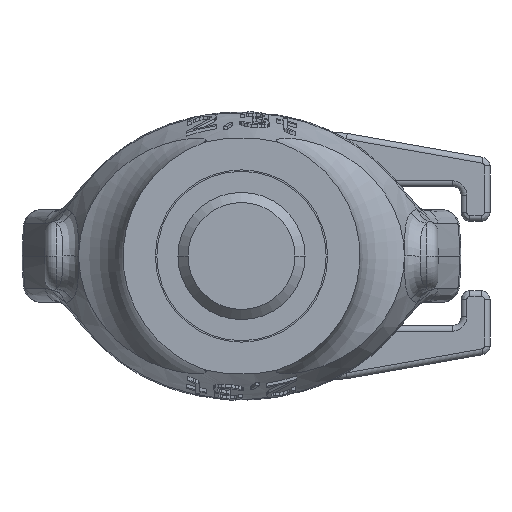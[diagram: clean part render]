
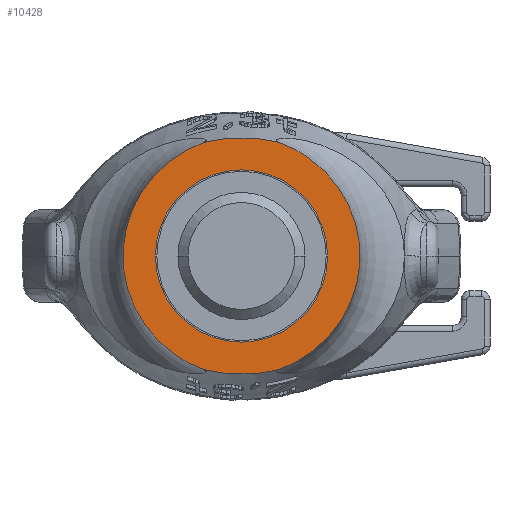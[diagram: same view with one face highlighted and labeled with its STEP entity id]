
A CAD part, front view. The second image highlights one B-rep face of the part: STEP entity #10428.
In plain terms, the highlighted planar face has unit normal (0, -1, 0).
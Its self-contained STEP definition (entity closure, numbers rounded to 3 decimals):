
#169=CARTESIAN_POINT('',(-6.428,0.,-19.692));
#171=CARTESIAN_POINT('',(6.428,0.,-19.692));
#1043=CARTESIAN_POINT('',(-6.428,0.,19.692));
#1044=CARTESIAN_POINT('',(-7.358,0.,19.358));
#1045=CARTESIAN_POINT('',(-9.15,0.,18.574));
#1046=CARTESIAN_POINT('',(-11.653,0.,17.049));
#1047=CARTESIAN_POINT('',(-13.906,0.,15.216));
#1048=CARTESIAN_POINT('',(-15.876,0.,13.109));
#1049=CARTESIAN_POINT('',(-17.531,0.,10.77));
#1050=CARTESIAN_POINT('',(-18.844,0.,8.243));
#1051=CARTESIAN_POINT('',(-19.795,0.,5.575));
#1052=CARTESIAN_POINT('',(-20.371,0.,2.811));
#1053=CARTESIAN_POINT('',(-20.564,0.,0.));
#1054=CARTESIAN_POINT('',(-20.371,0.,-2.811));
#1055=CARTESIAN_POINT('',(-19.795,0.,-5.575));
#1056=CARTESIAN_POINT('',(-18.844,0.,-8.243));
#1057=CARTESIAN_POINT('',(-17.531,0.,-10.77));
#1058=CARTESIAN_POINT('',(-15.876,0.,-13.109));
#1059=CARTESIAN_POINT('',(-13.906,0.,-15.216));
#1060=CARTESIAN_POINT('',(-11.653,0.,-17.049));
#1061=CARTESIAN_POINT('',(-9.15,0.,-18.574));
#1062=CARTESIAN_POINT('',(-7.358,0.,-19.358));
#1063=CARTESIAN_POINT('',(-6.428,0.,-19.692));
#1065=CARTESIAN_POINT('',(6.428,0.,-19.692));
#1066=CARTESIAN_POINT('',(5.796,0.,-19.854));
#1067=CARTESIAN_POINT('',(4.421,0.,-20.151));
#1068=CARTESIAN_POINT('',(2.27,0.,-20.434));
#1069=CARTESIAN_POINT('',(0.,0.,-20.533));
#1070=CARTESIAN_POINT('',(-2.27,0.,-20.434));
#1071=CARTESIAN_POINT('',(-4.421,0.,-20.151));
#1072=CARTESIAN_POINT('',(-5.796,0.,-19.854));
#1073=CARTESIAN_POINT('',(-6.428,0.,-19.692));
#1075=CARTESIAN_POINT('',(6.428,0.,19.692));
#1076=CARTESIAN_POINT('',(5.796,0.,19.854));
#1077=CARTESIAN_POINT('',(4.421,0.,20.151));
#1078=CARTESIAN_POINT('',(2.27,0.,20.434));
#1079=CARTESIAN_POINT('',(0.,0.,20.533));
#1080=CARTESIAN_POINT('',(-2.27,0.,20.434));
#1081=CARTESIAN_POINT('',(-4.421,0.,20.151));
#1082=CARTESIAN_POINT('',(-5.796,0.,19.854));
#1083=CARTESIAN_POINT('',(-6.428,0.,19.692));
#1085=CARTESIAN_POINT('',(0.,0.,0.));
#1086=DIRECTION('',(0.,-1.,0.));
#1087=DIRECTION('',(1.,0.,0.));
#1088=AXIS2_PLACEMENT_3D('',#1085,#1086,#1087);
#1090=CARTESIAN_POINT('',(0.,0.,0.));
#1091=DIRECTION('',(0.,-1.,0.));
#1092=DIRECTION('',(-1.,0.,0.));
#1093=AXIS2_PLACEMENT_3D('',#1090,#1091,#1092);
#1095=CARTESIAN_POINT('',(6.428,0.,-19.692));
#1096=CARTESIAN_POINT('',(7.359,0.,-19.358));
#1097=CARTESIAN_POINT('',(9.15,0.,-18.574));
#1098=CARTESIAN_POINT('',(11.653,0.,-17.049));
#1099=CARTESIAN_POINT('',(13.906,0.,-15.216));
#1100=CARTESIAN_POINT('',(15.876,0.,-13.109));
#1101=CARTESIAN_POINT('',(17.531,0.,-10.77));
#1102=CARTESIAN_POINT('',(18.844,0.,-8.243));
#1103=CARTESIAN_POINT('',(19.795,0.,-5.575));
#1104=CARTESIAN_POINT('',(20.371,0.,-2.811));
#1105=CARTESIAN_POINT('',(20.564,0.,0.));
#1106=CARTESIAN_POINT('',(20.371,0.,2.811));
#1107=CARTESIAN_POINT('',(19.795,0.,5.575));
#1108=CARTESIAN_POINT('',(18.844,0.,8.243));
#1109=CARTESIAN_POINT('',(17.531,0.,10.77));
#1110=CARTESIAN_POINT('',(15.876,0.,13.109));
#1111=CARTESIAN_POINT('',(13.906,0.,15.216));
#1112=CARTESIAN_POINT('',(11.653,0.,17.049));
#1113=CARTESIAN_POINT('',(9.15,0.,18.574));
#1114=CARTESIAN_POINT('',(7.359,0.,19.358));
#1115=CARTESIAN_POINT('',(6.428,0.,19.692));
#1365=CARTESIAN_POINT('',(-6.428,0.,19.692));
#1461=CARTESIAN_POINT('',(6.428,0.,19.692));
#7889=VERTEX_POINT('',#1461);
#7892=VERTEX_POINT('',#1365);
#8170=VERTEX_POINT('',#171);
#8173=VERTEX_POINT('',#169);
#8847=CARTESIAN_POINT('',(14.9,0.,0.));
#8848=CARTESIAN_POINT('',(-14.9,0.,0.));
#8849=VERTEX_POINT('',#8847);
#8850=VERTEX_POINT('',#8848);
#10409=CARTESIAN_POINT('',(-23.412,0.,0.));
#10410=DIRECTION('',(0.,-1.,0.));
#10411=DIRECTION('',(1.,0.,0.));
#10412=AXIS2_PLACEMENT_3D('',#10409,#10410,#10411);
#10413=PLANE('',#10412);
#10415=ORIENTED_EDGE('',*,*,#10414,.F.);
#10416=ORIENTED_EDGE('',*,*,#9700,.T.);
#10417=ORIENTED_EDGE('',*,*,#10397,.F.);
#10419=ORIENTED_EDGE('',*,*,#10418,.F.);
#10420=EDGE_LOOP('',(#10415,#10416,#10417,#10419));
#10421=FACE_OUTER_BOUND('',#10420,.F.);
#10423=ORIENTED_EDGE('',*,*,#10422,.T.);
#10425=ORIENTED_EDGE('',*,*,#10424,.T.);
#10426=EDGE_LOOP('',(#10423,#10425));
#10427=FACE_BOUND('',#10426,.F.);
#10428=ADVANCED_FACE('',(#10421,#10427),#10413,.T.);
#1064=B_SPLINE_CURVE_WITH_KNOTS('',3,(#1043,#1044,#1045,#1046,#1047,#1048,#1049,
#1050,#1051,#1052,#1053,#1054,#1055,#1056,#1057,#1058,#1059,#1060,#1061,#1062,
#1063),.UNSPECIFIED.,.F.,.F.,(4,1,1,1,1,1,1,1,1,1,1,1,1,1,1,1,1,1,4),(0.,
0.056,0.111,0.167,0.222,
0.278,0.333,0.389,0.444,0.5,
0.556,0.611,0.667,0.722,
0.778,0.833,0.889,0.944,1.),
.UNSPECIFIED.);
#1074=B_SPLINE_CURVE_WITH_KNOTS('',3,(#1065,#1066,#1067,#1068,#1069,#1070,#1071,
#1072,#1073),.UNSPECIFIED.,.F.,.F.,(4,1,1,1,1,1,4),(0.,0.151,
0.326,0.5,0.674,0.849,1.),
.UNSPECIFIED.);
#1084=B_SPLINE_CURVE_WITH_KNOTS('',3,(#1075,#1076,#1077,#1078,#1079,#1080,#1081,
#1082,#1083),.UNSPECIFIED.,.F.,.F.,(4,1,1,1,1,1,4),(0.,0.151,
0.326,0.5,0.674,0.849,1.),
.UNSPECIFIED.);
#1089=CIRCLE('',#1088,14.9);
#1094=CIRCLE('',#1093,14.9);
#1116=B_SPLINE_CURVE_WITH_KNOTS('',3,(#1095,#1096,#1097,#1098,#1099,#1100,#1101,
#1102,#1103,#1104,#1105,#1106,#1107,#1108,#1109,#1110,#1111,#1112,#1113,#1114,
#1115),.UNSPECIFIED.,.F.,.F.,(4,1,1,1,1,1,1,1,1,1,1,1,1,1,1,1,1,1,4),(0.,
0.056,0.111,0.167,0.222,
0.278,0.333,0.389,0.444,0.5,
0.556,0.611,0.667,0.722,
0.778,0.833,0.889,0.944,1.),
.UNSPECIFIED.);
#9700=EDGE_CURVE('',#8170,#8173,#1074,.T.);
#10397=EDGE_CURVE('',#7892,#8173,#1064,.T.);
#10414=EDGE_CURVE('',#8170,#7889,#1116,.T.);
#10418=EDGE_CURVE('',#7889,#7892,#1084,.T.);
#10422=EDGE_CURVE('',#8849,#8850,#1089,.T.);
#10424=EDGE_CURVE('',#8850,#8849,#1094,.T.);
